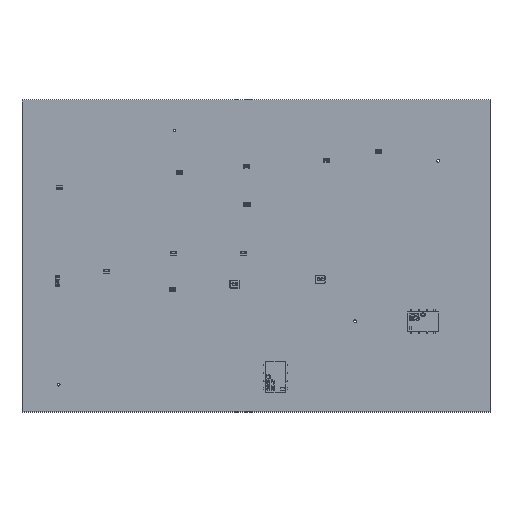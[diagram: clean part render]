
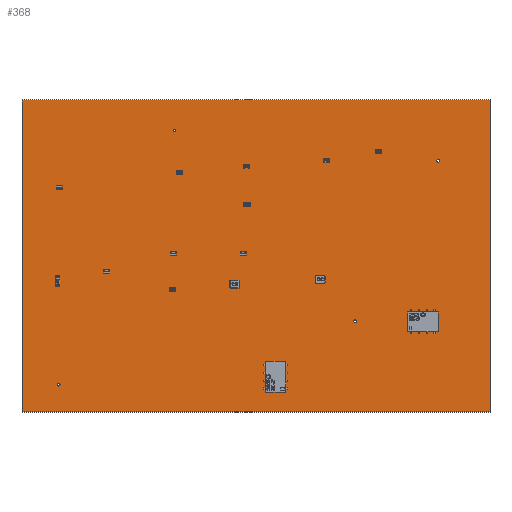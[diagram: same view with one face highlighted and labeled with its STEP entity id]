
A CAD part, top view. The second image highlights one B-rep face of the part: STEP entity #368.
In plain terms, the highlighted planar face has unit normal (0, 0, 1).
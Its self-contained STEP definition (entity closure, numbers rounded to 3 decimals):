
#95 = VERTEX_POINT('',#96);
#96 = CARTESIAN_POINT('',(25.4,25.4,0.));
#102 = EDGE_CURVE('',#95,#103,#105,.T.);
#103 = VERTEX_POINT('',#104);
#104 = CARTESIAN_POINT('',(177.8,25.4,0.));
#105 = LINE('',#106,#107);
#106 = CARTESIAN_POINT('',(25.4,25.4,0.));
#107 = VECTOR('',#108,1.);
#108 = DIRECTION('',(1.,0.,0.));
#133 = EDGE_CURVE('',#103,#134,#136,.T.);
#134 = VERTEX_POINT('',#135);
#135 = CARTESIAN_POINT('',(177.8,127.,0.));
#136 = LINE('',#137,#138);
#137 = CARTESIAN_POINT('',(177.8,25.4,0.));
#138 = VECTOR('',#139,1.);
#139 = DIRECTION('',(0.,1.,0.));
#164 = EDGE_CURVE('',#134,#165,#167,.T.);
#165 = VERTEX_POINT('',#166);
#166 = CARTESIAN_POINT('',(25.4,127.,0.));
#167 = LINE('',#168,#169);
#168 = CARTESIAN_POINT('',(177.8,127.,0.));
#169 = VECTOR('',#170,1.);
#170 = DIRECTION('',(-1.,0.,0.));
#195 = EDGE_CURVE('',#165,#95,#196,.T.);
#196 = LINE('',#197,#198);
#197 = CARTESIAN_POINT('',(25.4,127.,0.));
#198 = VECTOR('',#199,1.);
#199 = DIRECTION('',(0.,-1.,0.));
#219 = VERTEX_POINT('',#220);
#220 = CARTESIAN_POINT('',(37.788,34.29,0.));
#226 = EDGE_CURVE('',#219,#219,#227,.T.);
#227 = CIRCLE('',#228,0.45);
#228 = AXIS2_PLACEMENT_3D('',#229,#230,#231);
#229 = CARTESIAN_POINT('',(37.338,34.29,0.));
#230 = DIRECTION('',(0.,0.,1.));
#231 = DIRECTION('',(1.,0.,0.));
#252 = VERTEX_POINT('',#253);
#253 = CARTESIAN_POINT('',(75.507,117.094,0.));
#259 = EDGE_CURVE('',#252,#252,#260,.T.);
#260 = CIRCLE('',#261,0.45);
#261 = AXIS2_PLACEMENT_3D('',#262,#263,#264);
#262 = CARTESIAN_POINT('',(75.057,117.094,0.));
#263 = DIRECTION('',(0.,0.,1.));
#264 = DIRECTION('',(1.,0.,0.));
#285 = VERTEX_POINT('',#286);
#286 = CARTESIAN_POINT('',(134.308,54.991,0.));
#292 = EDGE_CURVE('',#285,#285,#293,.T.);
#293 = CIRCLE('',#294,0.45);
#294 = AXIS2_PLACEMENT_3D('',#295,#296,#297);
#295 = CARTESIAN_POINT('',(133.858,54.991,0.));
#296 = DIRECTION('',(0.,0.,1.));
#297 = DIRECTION('',(1.,0.,0.));
#318 = VERTEX_POINT('',#319);
#319 = CARTESIAN_POINT('',(161.359,107.188,0.));
#325 = EDGE_CURVE('',#318,#318,#326,.T.);
#326 = CIRCLE('',#327,0.45);
#327 = AXIS2_PLACEMENT_3D('',#328,#329,#330);
#328 = CARTESIAN_POINT('',(160.909,107.188,0.));
#329 = DIRECTION('',(0.,0.,1.));
#330 = DIRECTION('',(1.,0.,0.));
#368 = ADVANCED_FACE('',(#369,#375,#378,#381,#384),#387,.F.);
#369 = FACE_BOUND('',#370,.T.);
#370 = EDGE_LOOP('',(#371,#372,#373,#374));
#371 = ORIENTED_EDGE('',*,*,#102,.T.);
#372 = ORIENTED_EDGE('',*,*,#133,.T.);
#373 = ORIENTED_EDGE('',*,*,#164,.T.);
#374 = ORIENTED_EDGE('',*,*,#195,.T.);
#375 = FACE_BOUND('',#376,.F.);
#376 = EDGE_LOOP('',(#377));
#377 = ORIENTED_EDGE('',*,*,#226,.T.);
#378 = FACE_BOUND('',#379,.F.);
#379 = EDGE_LOOP('',(#380));
#380 = ORIENTED_EDGE('',*,*,#259,.T.);
#381 = FACE_BOUND('',#382,.F.);
#382 = EDGE_LOOP('',(#383));
#383 = ORIENTED_EDGE('',*,*,#292,.T.);
#384 = FACE_BOUND('',#385,.F.);
#385 = EDGE_LOOP('',(#386));
#386 = ORIENTED_EDGE('',*,*,#325,.T.);
#387 = PLANE('',#388);
#388 = AXIS2_PLACEMENT_3D('',#389,#390,#391);
#389 = CARTESIAN_POINT('',(25.4,25.4,0.));
#390 = DIRECTION('',(0.,0.,-1.));
#391 = DIRECTION('',(-1.,0.,0.));
